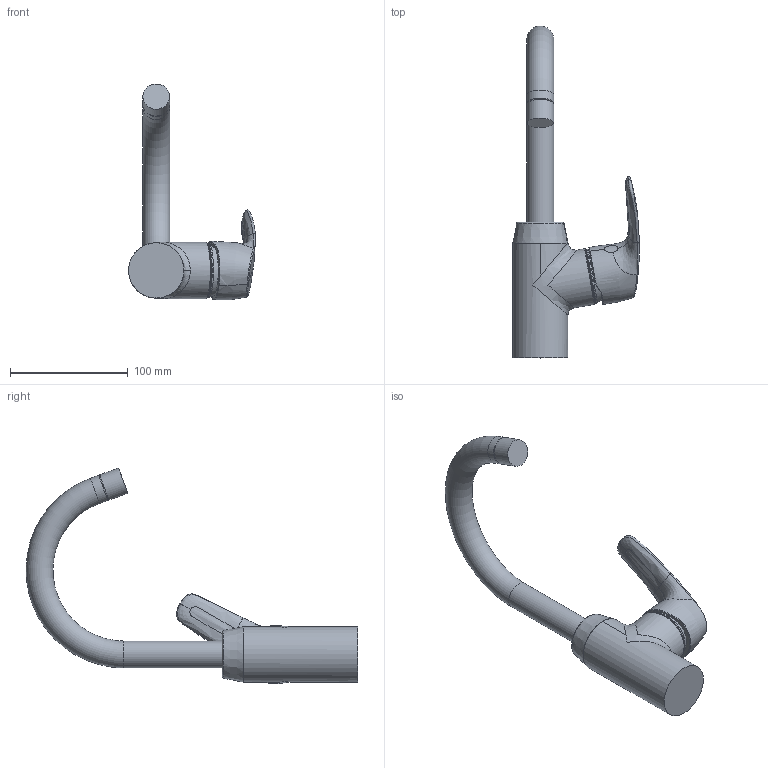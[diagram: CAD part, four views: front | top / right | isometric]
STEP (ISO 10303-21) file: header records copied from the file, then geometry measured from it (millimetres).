
FILE_DESCRIPTION (( 'STEP AP203' ), '1' );
FILE_NAME ('1007F(2017)+45092283.STEP', '2017-03-09T05:39:45', ( '' ), ( '' ), 'SwSTEP 2.0', 'SolidWorks 2016', '' );
FILE_SCHEMA (( 'CONFIG_CONTROL_DESIGN' ));
Length unit declared in the file: millimetre
Products named in the file (1): 1007F(2017)+45092283
Bounding box: 107.65 x 281.87 x 183.49 mm (x, y, z)
Volume: 446670.4 mm3; surface area: 55862.8 mm2
Topology: 1 solids, 1 shells, 70 faces, 160 edges, 99 vertices
Faces by surface type: bspline 36, cylinder 16, plane 12, torus 4, cone 1, sphere 1
Full cylindrical faces by diameter (mm): 20.876 x1, 22.8 x3, 46.46 x2, 47 x1, 48 x1
Entity records: 11457 total; most frequent: CARTESIAN_POINT 10209, ORIENTED_EDGE 278, DIRECTION 146, EDGE_CURVE 139, B_SPLINE_CURVE_WITH_KNOTS 93, VERTEX_POINT 92, EDGE_LOOP 89, FACE_OUTER_BOUND 83
